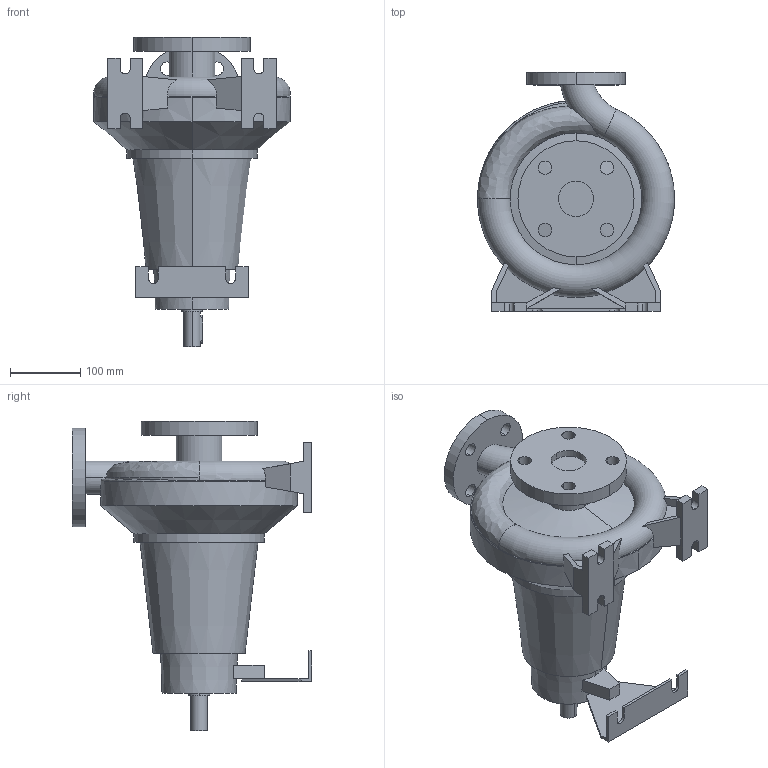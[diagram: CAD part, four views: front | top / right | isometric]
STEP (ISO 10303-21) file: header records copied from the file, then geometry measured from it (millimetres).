
FILE_DESCRIPTION (( 'STEP AP203' ), '1' );
FILE_NAME ('10017783swp00.step', '2023-07-10T10:59:57', ( '' ), ( '' ), 'SwSTEP 2.0', 'SolidWorks 2020', '' );
FILE_SCHEMA (( 'CONFIG_CONTROL_DESIGN' ));
Length unit declared in the file: millimetre
Products named in the file (1): 10017783swp00
Bounding box: 280 x 340 x 440 mm (x, y, z)
Volume: 9826782.2 mm3; surface area: 468366.7 mm2
Topology: 1 solids, 1 shells, 162 faces, 445 edges, 294 vertices
Faces by surface type: plane 92, cylinder 48, torus 11, cone 9, bspline 2
Entity records: 6228 total; most frequent: CARTESIAN_POINT 1967, ORIENTED_EDGE 890, DIRECTION 854, EDGE_CURVE 445, AXIS2_PLACEMENT_3D 296, VERTEX_POINT 294, LINE 262, VECTOR 262
